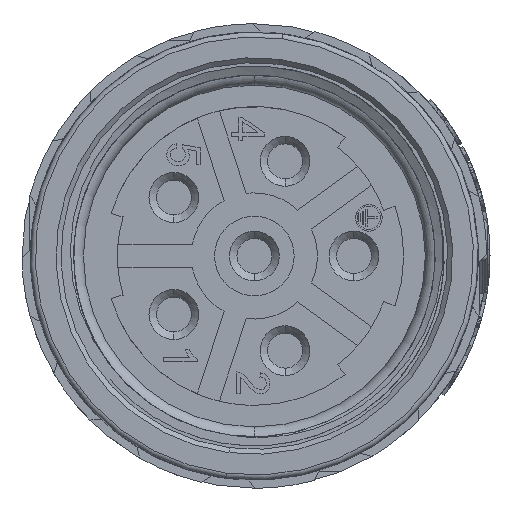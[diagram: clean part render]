
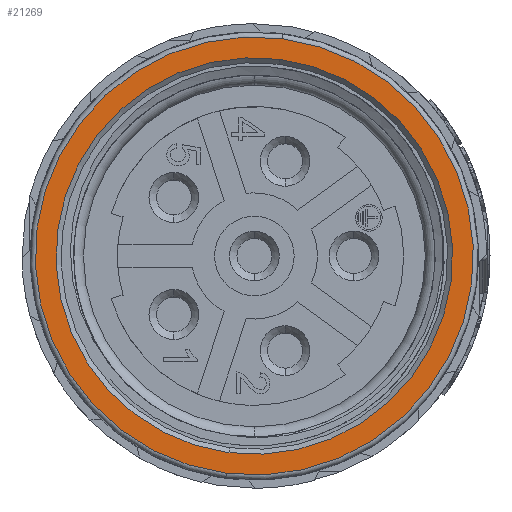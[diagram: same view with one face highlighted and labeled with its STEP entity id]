
A CAD part, left-side view. The second image highlights one B-rep face of the part: STEP entity #21269.
In plain terms, the highlighted planar face has unit normal (-1, 0, 0).
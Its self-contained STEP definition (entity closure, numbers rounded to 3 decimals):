
#78 = DIRECTION ( 'NONE',  ( -1., 0., 0. ) ) ;
#103 = PLANE ( 'NONE',  #20947 ) ;
#161 = AXIS2_PLACEMENT_3D ( 'NONE', #10644, #78, #12392 ) ;
#309 = DIRECTION ( 'NONE',  ( -1., 0., 0. ) ) ;
#1808 = EDGE_CURVE ( 'NONE', #4066, #4749, #19537, .T. ) ;
#1821 = CARTESIAN_POINT ( 'NONE',  ( -40.181, -8.525, 3.303 ) ) ;
#1965 = CIRCLE ( 'NONE', #161, 13.2 ) ;
#2462 = CIRCLE ( 'NONE', #10539, 13.2 ) ;
#2478 = EDGE_CURVE ( 'NONE', #4749, #4066, #13260, .T. ) ;
#3202 = FACE_BOUND ( 'NONE', #22491, .T. ) ;
#4066 = VERTEX_POINT ( 'NONE', #15500 ) ;
#4221 = ORIENTED_EDGE ( 'NONE', *, *, #1808, .T. ) ;
#4749 = VERTEX_POINT ( 'NONE', #8058 ) ;
#5149 = DIRECTION ( 'NONE',  ( 1., 0., 0. ) ) ;
#5451 = DIRECTION ( 'NONE',  ( 0., 0.128, -0.992 ) ) ;
#8058 = CARTESIAN_POINT ( 'NONE',  ( -40.181, 4.556, -7.061 ) ) ;
#9709 = CARTESIAN_POINT ( 'NONE',  ( -40.181, 3.029, 4.791 ) ) ;
#9758 = DIRECTION ( 'NONE',  ( 1., 0., 0. ) ) ;
#9759 = ORIENTED_EDGE ( 'NONE', *, *, #15406, .T. ) ;
#9791 = DIRECTION ( 'NONE',  ( 0., 0.128, -0.992 ) ) ;
#10539 = AXIS2_PLACEMENT_3D ( 'NONE', #10871, #309, #12615 ) ;
#10644 = CARTESIAN_POINT ( 'NONE',  ( -40.181, 3.029, 4.791 ) ) ;
#10871 = CARTESIAN_POINT ( 'NONE',  ( -40.181, 3.029, 4.791 ) ) ;
#11022 = VERTEX_POINT ( 'NONE', #20378 ) ;
#11420 = EDGE_LOOP ( 'NONE', ( #9759, #14866 ) ) ;
#12392 = DIRECTION ( 'NONE',  ( 0., 0.128, -0.992 ) ) ;
#12615 = DIRECTION ( 'NONE',  ( 0., 0.128, -0.992 ) ) ;
#13260 = CIRCLE ( 'NONE', #19617, 11.95 ) ;
#14790 = ORIENTED_EDGE ( 'NONE', *, *, #2478, .T. ) ;
#14866 = ORIENTED_EDGE ( 'NONE', *, *, #16889, .T. ) ;
#15406 = EDGE_CURVE ( 'NONE', #11022, #16165, #1965, .T. ) ;
#15500 = CARTESIAN_POINT ( 'NONE',  ( -40.181, 1.503, 16.644 ) ) ;
#15577 = CARTESIAN_POINT ( 'NONE',  ( -40.181, 3.029, 4.791 ) ) ;
#15890 = DIRECTION ( 'NONE',  ( -1., 0., 0. ) ) ;
#16033 = FACE_OUTER_BOUND ( 'NONE', #11420, .T. ) ;
#16165 = VERTEX_POINT ( 'NONE', #16982 ) ;
#16889 = EDGE_CURVE ( 'NONE', #16165, #11022, #2462, .T. ) ;
#16982 = CARTESIAN_POINT ( 'NONE',  ( -40.181, 1.343, 17.883 ) ) ;
#17355 = DIRECTION ( 'NONE',  ( 0., 0.128, -0.992 ) ) ;
#19537 = CIRCLE ( 'NONE', #20456, 11.95 ) ;
#19617 = AXIS2_PLACEMENT_3D ( 'NONE', #15577, #5149, #17355 ) ;
#20378 = CARTESIAN_POINT ( 'NONE',  ( -40.181, 4.716, -8.3 ) ) ;
#20456 = AXIS2_PLACEMENT_3D ( 'NONE', #9709, #9758, #9791 ) ;
#20947 = AXIS2_PLACEMENT_3D ( 'NONE', #1821, #15890, #5451 ) ;
#21269 = ADVANCED_FACE ( 'NONE', ( #16033, #3202 ), #103, .T. ) ;
#22491 = EDGE_LOOP ( 'NONE', ( #14790, #4221 ) ) ;
